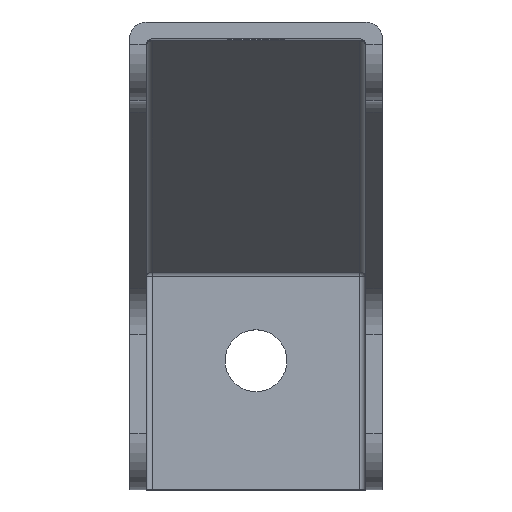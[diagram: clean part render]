
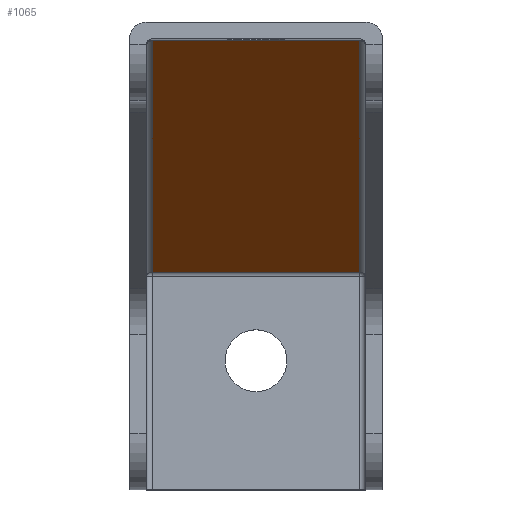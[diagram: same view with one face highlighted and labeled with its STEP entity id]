
A CAD part, top view. The second image highlights one B-rep face of the part: STEP entity #1065.
In plain terms, the highlighted planar face has unit normal (0, -0.813, 0.583).
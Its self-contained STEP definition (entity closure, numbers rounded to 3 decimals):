
#48=PLANE('',#1180);
#94=FACE_OUTER_BOUND('',#157,.T.);
#157=EDGE_LOOP('',(#847,#848,#849,#850));
#243=LINE('',#1770,#327);
#248=LINE('',#1786,#332);
#249=LINE('',#1790,#333);
#250=LINE('',#1791,#334);
#327=VECTOR('',#1449,70.478);
#332=VECTOR('',#1470,37.);
#333=VECTOR('',#1475,37.);
#334=VECTOR('',#1476,70.478);
#483=VERTEX_POINT('',#1764);
#485=VERTEX_POINT('',#1768);
#488=VERTEX_POINT('',#1785);
#489=VERTEX_POINT('',#1789);
#612=EDGE_CURVE('',#485,#483,#243,.T.);
#620=EDGE_CURVE('',#488,#483,#248,.T.);
#622=EDGE_CURVE('',#489,#485,#249,.T.);
#623=EDGE_CURVE('',#488,#489,#250,.T.);
#847=ORIENTED_EDGE('',*,*,#612,.F.);
#848=ORIENTED_EDGE('',*,*,#622,.F.);
#849=ORIENTED_EDGE('',*,*,#623,.F.);
#850=ORIENTED_EDGE('',*,*,#620,.T.);
#1065=ADVANCED_FACE('',(#94),#48,.T.);
#1180=AXIS2_PLACEMENT_3D('',#1788,#1473,#1474);
#1449=DIRECTION('',(0.,-0.583,-0.813));
#1470=DIRECTION('',(1.,0.,0.));
#1473=DIRECTION('center_axis',(0.,-0.813,0.583));
#1474=DIRECTION('ref_axis',(1.,0.,0.));
#1475=DIRECTION('',(1.,0.,0.));
#1476=DIRECTION('',(0.,0.583,0.813));
#1764=CARTESIAN_POINT('',(32.344,-44.242,3.417));
#1768=CARTESIAN_POINT('',(32.344,-3.187,60.703));
#1770=CARTESIAN_POINT('',(32.344,-26.06,28.788));
#1785=CARTESIAN_POINT('',(-4.656,-44.242,3.417));
#1786=CARTESIAN_POINT('',(-5.656,-44.242,3.417));
#1788=CARTESIAN_POINT('Origin',(-5.656,-44.242,3.417));
#1789=CARTESIAN_POINT('',(-4.656,-3.187,60.703));
#1790=CARTESIAN_POINT('',(-5.656,-3.187,60.703));
#1791=CARTESIAN_POINT('',(-4.656,-26.06,28.788));
